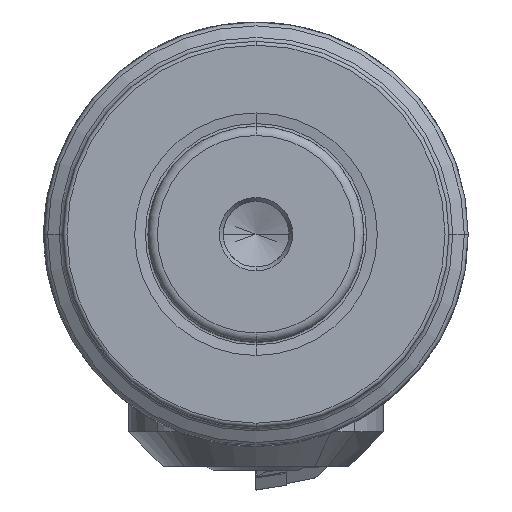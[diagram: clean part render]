
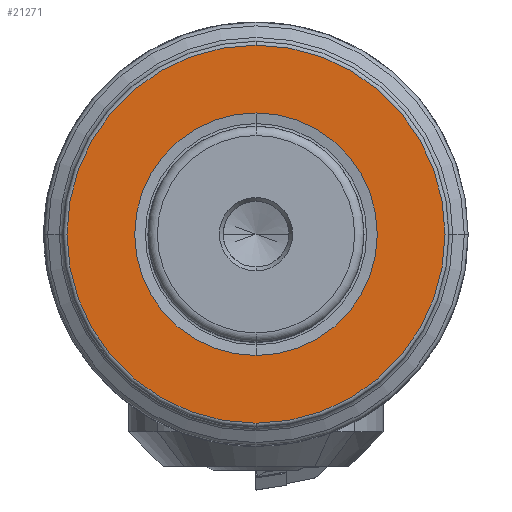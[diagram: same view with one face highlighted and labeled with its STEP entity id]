
A CAD part, left-side view. The second image highlights one B-rep face of the part: STEP entity #21271.
In plain terms, the highlighted planar face has unit normal (-1, 0, 0).
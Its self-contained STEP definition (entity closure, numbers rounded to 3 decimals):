
#205 = CARTESIAN_POINT ( 'NONE',  ( 0., 0., -24.5 ) ) ;
#1494 = DIRECTION ( 'NONE',  ( -1., 0., 0. ) ) ;
#2156 = DIRECTION ( 'NONE',  ( -1., 0., 0. ) ) ;
#2280 = DIRECTION ( 'NONE',  ( 0., 0., 1. ) ) ;
#2725 = EDGE_CURVE ( 'NONE', #16085, #14227, #31949, .T. ) ;
#3033 = DIRECTION ( 'NONE',  ( -1., 0., 0. ) ) ;
#3244 = EDGE_LOOP ( 'NONE', ( #18219, #27820 ) ) ;
#4015 = ORIENTED_EDGE ( 'NONE', *, *, #2725, .T. ) ;
#5813 = AXIS2_PLACEMENT_3D ( 'NONE', #17940, #3033, #20443 ) ;
#7181 = ORIENTED_EDGE ( 'NONE', *, *, #22261, .T. ) ;
#8066 = AXIS2_PLACEMENT_3D ( 'NONE', #29175, #24259, #9439 ) ;
#8280 = VERTEX_POINT ( 'NONE', #11486 ) ;
#9439 = DIRECTION ( 'NONE',  ( 0., 0., -1. ) ) ;
#11486 = CARTESIAN_POINT ( 'NONE',  ( 0., 0., -15.715 ) ) ;
#12635 = CIRCLE ( 'NONE', #17756, 24.5 ) ;
#13659 = AXIS2_PLACEMENT_3D ( 'NONE', #16429, #1494, #18925 ) ;
#14227 = VERTEX_POINT ( 'NONE', #205 ) ;
#15637 = FACE_OUTER_BOUND ( 'NONE', #18026, .T. ) ;
#15644 = EDGE_CURVE ( 'NONE', #8280, #27951, #17421, .T. ) ;
#16085 = VERTEX_POINT ( 'NONE', #24934 ) ;
#16429 = CARTESIAN_POINT ( 'NONE',  ( 0., 0., 0. ) ) ;
#17077 = CARTESIAN_POINT ( 'NONE',  ( 0., 0., 0. ) ) ;
#17191 = DIRECTION ( 'NONE',  ( -1., 0., 0. ) ) ;
#17421 = CIRCLE ( 'NONE', #24160, 15.715 ) ;
#17756 = AXIS2_PLACEMENT_3D ( 'NONE', #17077, #2156, #19563 ) ;
#17940 = CARTESIAN_POINT ( 'NONE',  ( 0., 0., 0. ) ) ;
#18026 = EDGE_LOOP ( 'NONE', ( #4015, #7181 ) ) ;
#18219 = ORIENTED_EDGE ( 'NONE', *, *, #29311, .F. ) ;
#18925 = DIRECTION ( 'NONE',  ( 0., 0., 1. ) ) ;
#19316 = PLANE ( 'NONE',  #8066 ) ;
#19563 = DIRECTION ( 'NONE',  ( 0., 0., 1. ) ) ;
#20443 = DIRECTION ( 'NONE',  ( 0., 0., 1. ) ) ;
#21271 = ADVANCED_FACE ( 'NONE', ( #22970, #15637 ), #19316, .F. ) ;
#21812 = CARTESIAN_POINT ( 'NONE',  ( 0., 0., 15.715 ) ) ;
#22261 = EDGE_CURVE ( 'NONE', #14227, #16085, #12635, .T. ) ;
#22970 = FACE_BOUND ( 'NONE', #3244, .T. ) ;
#24160 = AXIS2_PLACEMENT_3D ( 'NONE', #32035, #17191, #2280 ) ;
#24259 = DIRECTION ( 'NONE',  ( 1., 0., 0. ) ) ;
#24934 = CARTESIAN_POINT ( 'NONE',  ( 0., 0., 24.5 ) ) ;
#27820 = ORIENTED_EDGE ( 'NONE', *, *, #15644, .F. ) ;
#27951 = VERTEX_POINT ( 'NONE', #21812 ) ;
#29175 = CARTESIAN_POINT ( 'NONE',  ( 0., 15.715, 0. ) ) ;
#29311 = EDGE_CURVE ( 'NONE', #27951, #8280, #31318, .T. ) ;
#31318 = CIRCLE ( 'NONE', #5813, 15.715 ) ;
#31949 = CIRCLE ( 'NONE', #13659, 24.5 ) ;
#32035 = CARTESIAN_POINT ( 'NONE',  ( 0., 0., 0. ) ) ;
